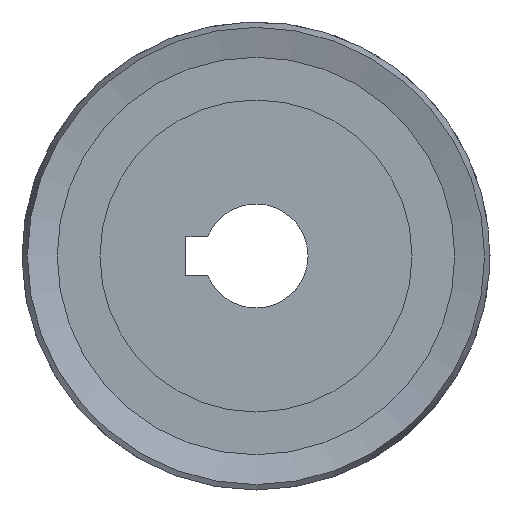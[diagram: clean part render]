
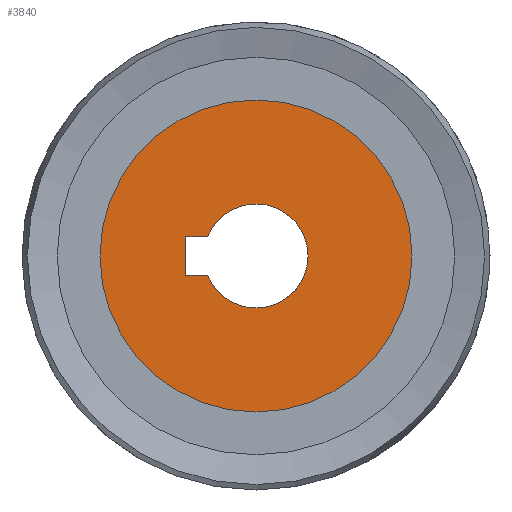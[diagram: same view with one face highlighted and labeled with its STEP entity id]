
A CAD part, left-side view. The second image highlights one B-rep face of the part: STEP entity #3840.
In plain terms, the highlighted planar face has unit normal (-1, 0, 0).
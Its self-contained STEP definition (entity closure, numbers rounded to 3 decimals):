
#49=PLANE('',#4112);
#149=CIRCLE('',#4101,4.);
#154=CIRCLE('',#4113,12.);
#493=ORIENTED_EDGE('',*,*,#1673,.F.);
#494=ORIENTED_EDGE('',*,*,#1667,.T.);
#495=ORIENTED_EDGE('',*,*,#1649,.T.);
#496=ORIENTED_EDGE('',*,*,#1669,.T.);
#497=ORIENTED_EDGE('',*,*,#1662,.T.);
#1649=EDGE_CURVE('',#2243,#2242,#149,.T.);
#1662=EDGE_CURVE('',#2253,#2255,#2619,.T.);
#1667=EDGE_CURVE('',#2255,#2243,#2624,.T.);
#1669=EDGE_CURVE('',#2242,#2253,#2626,.T.);
#1673=EDGE_CURVE('',#2260,#2260,#154,.T.);
#2242=VERTEX_POINT('',#6045);
#2243=VERTEX_POINT('',#6047);
#2253=VERTEX_POINT('',#6102);
#2255=VERTEX_POINT('',#6106);
#2260=VERTEX_POINT('',#6128);
#2619=LINE('',#6107,#2901);
#2624=LINE('',#6116,#2906);
#2626=LINE('',#6119,#2908);
#2901=VECTOR('',#4674,1000.);
#2906=VECTOR('',#4683,1000.);
#2908=VECTOR('',#4687,1000.);
#3188=EDGE_LOOP('',(#493));
#3189=EDGE_LOOP('',(#494,#495,#496,#497));
#3452=FACE_BOUND('',#3188,.T.);
#3453=FACE_BOUND('',#3189,.T.);
#3840=ADVANCED_FACE('',(#3452,#3453),#49,.F.);
#4101=AXIS2_PLACEMENT_3D('',#6046,#4656,#4657);
#4112=AXIS2_PLACEMENT_3D('',#6126,#4693,#4694);
#4113=AXIS2_PLACEMENT_3D('',#6127,#4695,#4696);
#4656=DIRECTION('',(1.,0.,0.));
#4657=DIRECTION('',(0.,0.,-1.));
#4674=DIRECTION('',(0.,0.,1.));
#4683=DIRECTION('',(0.,-1.,0.));
#4687=DIRECTION('',(0.,1.,0.));
#4693=DIRECTION('',(1.,0.,0.));
#4694=DIRECTION('',(0.,0.,-1.));
#4695=DIRECTION('',(1.,0.,0.));
#4696=DIRECTION('',(0.,0.,-1.));
#6045=CARTESIAN_POINT('',(0.,3.708,-1.5));
#6046=CARTESIAN_POINT('',(0.,0.,0.));
#6047=CARTESIAN_POINT('',(0.,3.708,1.5));
#6102=CARTESIAN_POINT('',(0.,5.4,-1.5));
#6106=CARTESIAN_POINT('',(0.,5.4,1.5));
#6107=CARTESIAN_POINT('',(0.,5.4,-1.5));
#6116=CARTESIAN_POINT('',(0.,5.4,1.5));
#6119=CARTESIAN_POINT('',(0.,0.,-1.5));
#6126=CARTESIAN_POINT('',(0.,0.,0.));
#6127=CARTESIAN_POINT('',(0.,0.,0.));
#6128=CARTESIAN_POINT('',(0.,0.,-12.));
